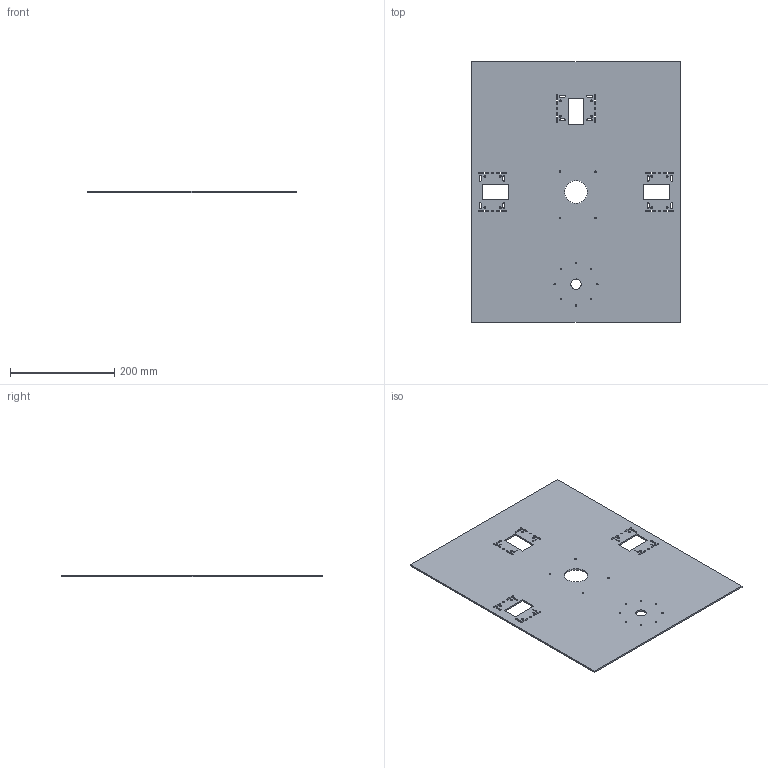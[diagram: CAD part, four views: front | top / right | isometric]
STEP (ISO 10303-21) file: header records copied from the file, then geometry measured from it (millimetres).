
FILE_DESCRIPTION (( 'STEP AP203' ), '1' );
FILE_NAME ('菁啣1.STEP', '2023-07-17T12:09:55', ( '' ), ( '' ), 'SwSTEP 2.0', 'SolidWorks 2022', '' );
FILE_SCHEMA (( 'CONFIG_CONTROL_DESIGN' ));
Length unit declared in the file: millimetre
Products named in the file (1): 菁啣1
Bounding box: 400 x 500 x 3 mm (x, y, z)
Volume: 576861.1 mm3; surface area: 395263.3 mm2
Topology: 1 solids, 1 shells, 190 faces, 564 edges, 376 vertices
Faces by surface type: cylinder 124, plane 66
Entity records: 6789 total; most frequent: DIRECTION 1194, CARTESIAN_POINT 1131, ORIENTED_EDGE 1128, EDGE_CURVE 564, AXIS2_PLACEMENT_3D 439, VERTEX_POINT 376, LINE 316, VECTOR 316
